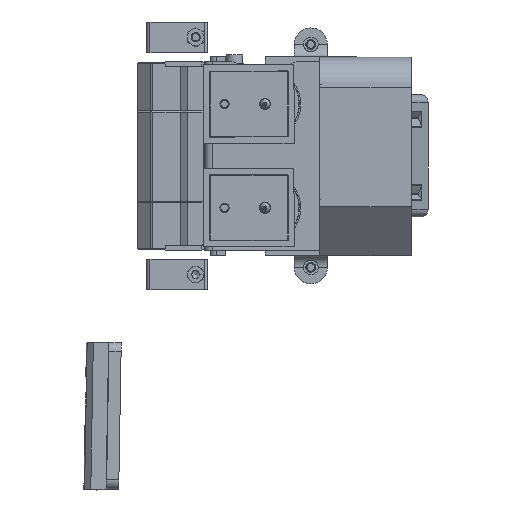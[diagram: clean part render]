
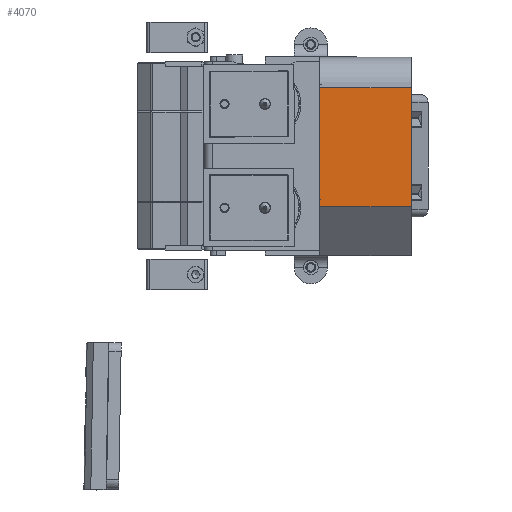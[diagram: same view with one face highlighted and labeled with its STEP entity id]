
A CAD part, front view. The second image highlights one B-rep face of the part: STEP entity #4070.
In plain terms, the highlighted planar face has unit normal (0, -1, 0).
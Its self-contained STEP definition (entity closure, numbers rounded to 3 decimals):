
#1928 = ORIENTED_EDGE ( 'NONE', *, *, #66099, .F. ) ;
#4070 = ADVANCED_FACE ( 'NONE', ( #33056 ), #57700, .T. ) ;
#4934 = DIRECTION ( 'NONE',  ( 0., -1., 0. ) ) ;
#6002 = CARTESIAN_POINT ( 'NONE',  ( 30., 0., -49. ) ) ;
#8620 = LINE ( 'NONE', #58395, #35139 ) ;
#10458 = ORIENTED_EDGE ( 'NONE', *, *, #13240, .T. ) ;
#13240 = EDGE_CURVE ( 'NONE', #57881, #41307, #45589, .T. ) ;
#15001 = DIRECTION ( 'NONE',  ( 1., 0., 0. ) ) ;
#19209 = VECTOR ( 'NONE', #20613, 1000. ) ;
#20140 = CARTESIAN_POINT ( 'NONE',  ( 0., 0., -10. ) ) ;
#20613 = DIRECTION ( 'NONE',  ( 0., 0., 1. ) ) ;
#22496 = VECTOR ( 'NONE', #51843, 1000. ) ;
#23542 = EDGE_CURVE ( 'NONE', #38051, #29640, #36613, .T. ) ;
#27748 = AXIS2_PLACEMENT_3D ( 'NONE', #36643, #4934, #41993 ) ;
#29640 = VERTEX_POINT ( 'NONE', #61427 ) ;
#32024 = DIRECTION ( 'NONE',  ( 0., 0., -1. ) ) ;
#32817 = EDGE_CURVE ( 'NONE', #57881, #29640, #47396, .T. ) ;
#33056 = FACE_OUTER_BOUND ( 'NONE', #46602, .T. ) ;
#35139 = VECTOR ( 'NONE', #32024, 1000. ) ;
#36613 = LINE ( 'NONE', #20140, #22496 ) ;
#36643 = CARTESIAN_POINT ( 'NONE',  ( 0., 0., 0. ) ) ;
#38051 = VERTEX_POINT ( 'NONE', #58531 ) ;
#39619 = ORIENTED_EDGE ( 'NONE', *, *, #23542, .T. ) ;
#41307 = VERTEX_POINT ( 'NONE', #6002 ) ;
#41813 = CARTESIAN_POINT ( 'NONE',  ( 0., 0., -49. ) ) ;
#41993 = DIRECTION ( 'NONE',  ( 0., 0., -1. ) ) ;
#45589 = LINE ( 'NONE', #52008, #58005 ) ;
#46602 = EDGE_LOOP ( 'NONE', ( #63355, #10458, #1928, #39619 ) ) ;
#47396 = LINE ( 'NONE', #63205, #19209 ) ;
#51843 = DIRECTION ( 'NONE',  ( -1., 0., 0. ) ) ;
#52008 = CARTESIAN_POINT ( 'NONE',  ( 30., 0., -49. ) ) ;
#57700 = PLANE ( 'NONE',  #27748 ) ;
#57881 = VERTEX_POINT ( 'NONE', #41813 ) ;
#58005 = VECTOR ( 'NONE', #15001, 1000. ) ;
#58395 = CARTESIAN_POINT ( 'NONE',  ( 30., 0., 0. ) ) ;
#58531 = CARTESIAN_POINT ( 'NONE',  ( 30., 0., -10. ) ) ;
#61427 = CARTESIAN_POINT ( 'NONE',  ( 0., 0., -10. ) ) ;
#63205 = CARTESIAN_POINT ( 'NONE',  ( 0., 0., 0. ) ) ;
#63355 = ORIENTED_EDGE ( 'NONE', *, *, #32817, .F. ) ;
#66099 = EDGE_CURVE ( 'NONE', #38051, #41307, #8620, .T. ) ;
